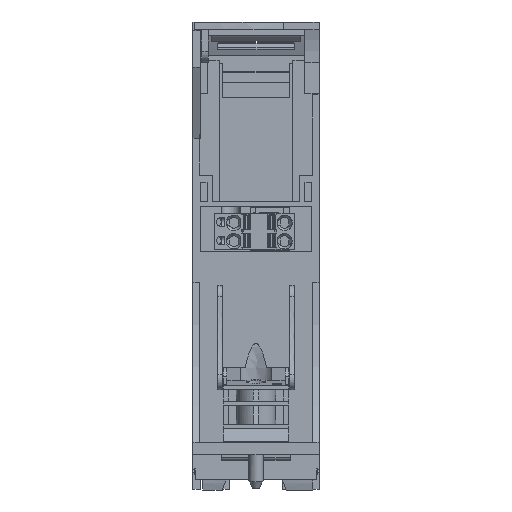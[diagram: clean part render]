
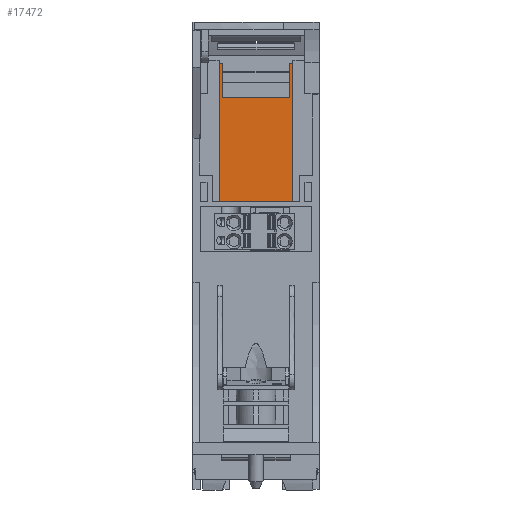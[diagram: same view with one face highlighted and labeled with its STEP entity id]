
A CAD part, front view. The second image highlights one B-rep face of the part: STEP entity #17472.
In plain terms, the highlighted planar face has unit normal (0, -1, 0).
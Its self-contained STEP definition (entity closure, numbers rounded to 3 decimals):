
#12961=B_SPLINE_CURVE_WITH_KNOTS('',3,(#72685,#72686,#72687,#72688),
 .UNSPECIFIED.,.F.,.F.,(4,4),(0.,1.),.UNSPECIFIED.);
#12962=B_SPLINE_CURVE_WITH_KNOTS('',3,(#72697,#72698,#72699,#72700),
 .UNSPECIFIED.,.F.,.F.,(4,4),(0.,1.),.UNSPECIFIED.);
#12963=B_SPLINE_CURVE_WITH_KNOTS('',3,(#72708,#72709,#72710,#72711),
 .UNSPECIFIED.,.F.,.F.,(4,4),(0.,1.),.UNSPECIFIED.);
#14567=FACE_OUTER_BOUND('',#22444,.T.);
#17472=ADVANCED_FACE('',(#14567),#20017,.T.);
#20017=PLANE('',#58833);
#22444=EDGE_LOOP('',(#25405,#25406,#25407,#25408,#25409,#25410,#25411,#25412,
#25413));
#25405=ORIENTED_EDGE('',*,*,#42625,.F.);
#25406=ORIENTED_EDGE('',*,*,#42626,.T.);
#25407=ORIENTED_EDGE('',*,*,#42627,.F.);
#25408=ORIENTED_EDGE('',*,*,#42628,.F.);
#25409=ORIENTED_EDGE('',*,*,#42629,.F.);
#25410=ORIENTED_EDGE('',*,*,#42630,.T.);
#25411=ORIENTED_EDGE('',*,*,#42631,.T.);
#25412=ORIENTED_EDGE('',*,*,#42632,.T.);
#25413=ORIENTED_EDGE('',*,*,#42633,.F.);
#38310=VERTEX_POINT('',#72689);
#38311=VERTEX_POINT('',#72690);
#38312=VERTEX_POINT('',#72692);
#38313=VERTEX_POINT('',#72694);
#38314=VERTEX_POINT('',#72696);
#38315=VERTEX_POINT('',#72701);
#38316=VERTEX_POINT('',#72703);
#38317=VERTEX_POINT('',#72705);
#38318=VERTEX_POINT('',#72707);
#42625=EDGE_CURVE('',#38310,#38311,#12961,.T.);
#42626=EDGE_CURVE('',#38310,#38312,#49072,.T.);
#42627=EDGE_CURVE('',#38313,#38312,#49073,.T.);
#42628=EDGE_CURVE('',#38314,#38313,#49074,.T.);
#42629=EDGE_CURVE('',#38315,#38314,#12962,.T.);
#42630=EDGE_CURVE('',#38315,#38316,#49075,.T.);
#42631=EDGE_CURVE('',#38316,#38317,#49076,.T.);
#42632=EDGE_CURVE('',#38317,#38318,#49077,.T.);
#42633=EDGE_CURVE('',#38311,#38318,#12963,.T.);
#49072=LINE('',#72691,#53846);
#49073=LINE('',#72693,#53847);
#49074=LINE('',#72695,#53848);
#49075=LINE('',#72702,#53849);
#49076=LINE('',#72704,#53850);
#49077=LINE('',#72706,#53851);
#53846=VECTOR('',#61818,1.);
#53847=VECTOR('',#61819,1.);
#53848=VECTOR('',#61820,1.);
#53849=VECTOR('',#61821,1.);
#53850=VECTOR('',#61822,1.);
#53851=VECTOR('',#61823,1.);
#58833=AXIS2_PLACEMENT_3D('',#72712,#61824,#61825);
#61818=DIRECTION('',(0.,0.,-1.));
#61819=DIRECTION('',(-1.,0.,0.));
#61820=DIRECTION('',(0.,0.,-1.));
#61821=DIRECTION('',(0.,0.,-1.));
#61822=DIRECTION('',(-1.,0.,0.));
#61823=DIRECTION('',(0.,0.,1.));
#61824=DIRECTION('',(0.,-1.,0.));
#61825=DIRECTION('',(0.,0.,-1.));
#72685=CARTESIAN_POINT('',(-10.2,44.68,123.765));
#72686=CARTESIAN_POINT('',(-9.895,44.68,123.765));
#72687=CARTESIAN_POINT('',(-9.591,44.68,123.765));
#72688=CARTESIAN_POINT('',(-9.286,44.68,123.765));
#72689=CARTESIAN_POINT('',(-10.2,44.68,123.765));
#72690=CARTESIAN_POINT('',(-9.286,44.68,123.765));
#72691=CARTESIAN_POINT('',(-10.2,44.68,126.));
#72692=CARTESIAN_POINT('',(-10.2,44.68,76.));
#72693=CARTESIAN_POINT('',(15.501,44.68,76.));
#72694=CARTESIAN_POINT('',(10.2,44.68,76.));
#72695=CARTESIAN_POINT('',(10.2,44.68,126.));
#72696=CARTESIAN_POINT('',(10.2,44.68,123.765));
#72697=CARTESIAN_POINT('',(9.285,44.68,123.765));
#72698=CARTESIAN_POINT('',(9.59,44.68,123.765));
#72699=CARTESIAN_POINT('',(9.895,44.68,123.765));
#72700=CARTESIAN_POINT('',(10.2,44.68,123.765));
#72701=CARTESIAN_POINT('',(9.285,44.68,123.765));
#72702=CARTESIAN_POINT('',(9.285,44.68,143.199));
#72703=CARTESIAN_POINT('',(9.285,44.68,114.2));
#72704=CARTESIAN_POINT('',(-15.501,44.68,114.2));
#72705=CARTESIAN_POINT('',(-9.286,44.68,114.2));
#72706=CARTESIAN_POINT('',(-9.286,44.68,135.));
#72707=CARTESIAN_POINT('',(-9.286,44.68,123.15));
#72708=CARTESIAN_POINT('',(-9.286,44.68,123.765));
#72709=CARTESIAN_POINT('',(-9.286,44.68,123.56));
#72710=CARTESIAN_POINT('',(-9.286,44.68,123.355));
#72711=CARTESIAN_POINT('',(-9.286,44.68,123.15));
#72712=CARTESIAN_POINT('',(-15.501,44.68,143.199));
